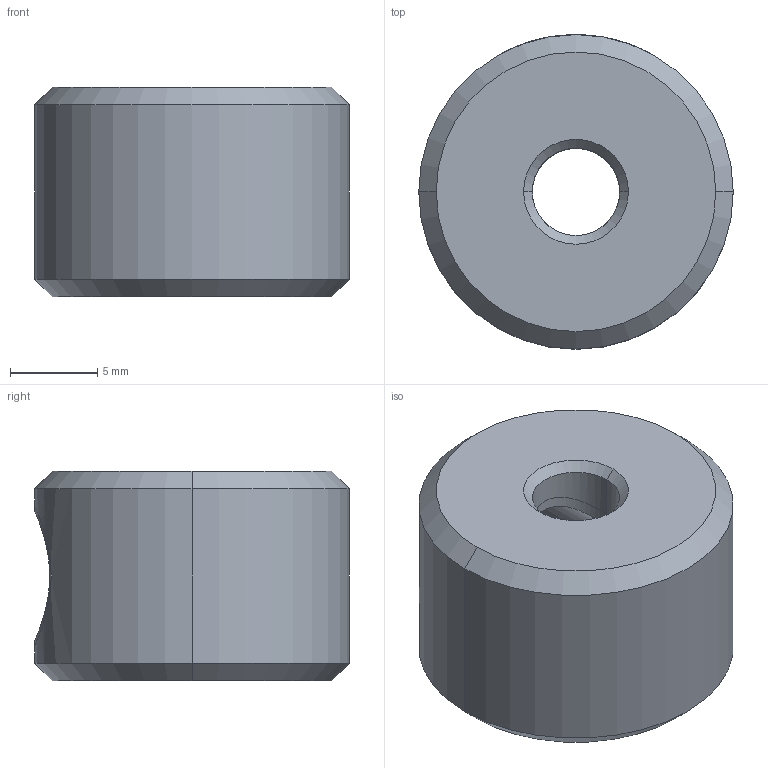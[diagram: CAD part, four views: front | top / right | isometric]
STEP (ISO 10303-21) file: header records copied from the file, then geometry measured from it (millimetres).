
FILE_DESCRIPTION((''),'2;1');
FILE_NAME('2821_COSCH_EDELSTAHLTECHNIK','2021-10-01T13:08:24',('Gogel'),('CAD_Service Gogel'),'CREO PARAMETRIC BY PTC INC, 2018420','CREO PARAMETRIC BY PTC INC, 2018420','');
FILE_SCHEMA(('AUTOMOTIVE_DESIGN { 1 0 10303 214 1 1 1 1 }'));
Length unit declared in the file: millimetre
Products named in the file (1): 2821_COSCH_EDELSTAHLTECHNIK
Bounding box: 18 x 18 x 12 mm (x, y, z)
Volume: 2336.2 mm3; surface area: 1703.2 mm2
Topology: 1 solids, 2 shells, 25 faces, 60 edges, 37 vertices
Faces by surface type: cone 10, cylinder 10, plane 3, bspline 2
Entity records: 1469 total; most frequent: CARTESIAN_POINT 537, DIRECTION 155, ORIENTED_EDGE 108, AXIS2_PLACEMENT_3D 61, EDGE_CURVE 58, COLOUR_RGB 39, VERTEX_POINT 37, EDGE_LOOP 33
